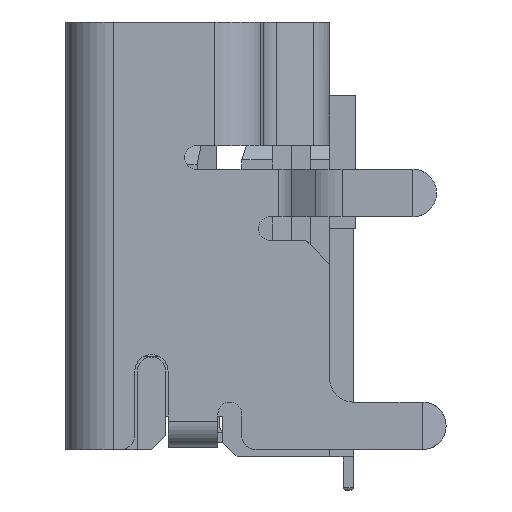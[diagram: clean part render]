
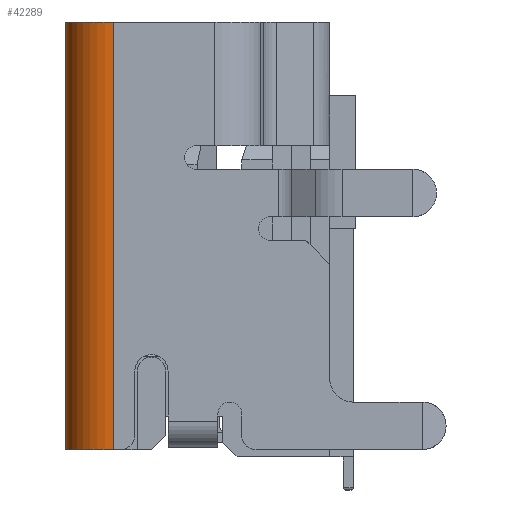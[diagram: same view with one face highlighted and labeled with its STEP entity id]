
A CAD part, left-side view. The second image highlights one B-rep face of the part: STEP entity #42289.
In plain terms, the highlighted cylindrical face has radius 1 mm (diameter 2 mm), a partial arc.
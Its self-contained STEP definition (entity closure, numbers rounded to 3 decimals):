
#2359 = VECTOR ( 'NONE', #7203, 1000. ) ;
#7203 = DIRECTION ( 'NONE',  ( 0., 0., 1. ) ) ;
#9023 = CARTESIAN_POINT ( 'NONE',  ( -6.5, 2.775, 8.3 ) ) ;
#10470 = VECTOR ( 'NONE', #44435, 1000. ) ;
#11108 = EDGE_LOOP ( 'NONE', ( #29325, #47150, #36190, #17913 ) ) ;
#12392 = LINE ( 'NONE', #22217, #2359 ) ;
#12621 = CARTESIAN_POINT ( 'NONE',  ( -6.5, 1.775, 8.3 ) ) ;
#14050 = AXIS2_PLACEMENT_3D ( 'NONE', #15219, #41699, #19019 ) ;
#14083 = VERTEX_POINT ( 'NONE', #45939 ) ;
#15219 = CARTESIAN_POINT ( 'NONE',  ( -6.5, 1.775, -0.7 ) ) ;
#16112 = EDGE_CURVE ( 'NONE', #33125, #37990, #12392, .T. ) ;
#16446 = DIRECTION ( 'NONE',  ( -1., 0., 0. ) ) ;
#17220 = VERTEX_POINT ( 'NONE', #38982 ) ;
#17913 = ORIENTED_EDGE ( 'NONE', *, *, #35243, .T. ) ;
#18156 = EDGE_CURVE ( 'NONE', #17220, #33125, #32288, .T. ) ;
#19019 = DIRECTION ( 'NONE',  ( -1., 0., 0. ) ) ;
#21758 = CARTESIAN_POINT ( 'NONE',  ( -7.5, 1.775, 8.3 ) ) ;
#21788 = CARTESIAN_POINT ( 'NONE',  ( -6.5, 2.775, -0.7 ) ) ;
#22217 = CARTESIAN_POINT ( 'NONE',  ( -6.5, 2.775, -0.7 ) ) ;
#26467 = CARTESIAN_POINT ( 'NONE',  ( -6.5, 1.775, -0.88 ) ) ;
#29325 = ORIENTED_EDGE ( 'NONE', *, *, #16112, .F. ) ;
#30270 = DIRECTION ( 'NONE',  ( 0., 0., 1. ) ) ;
#32288 = CIRCLE ( 'NONE', #14050, 1. ) ;
#32787 = AXIS2_PLACEMENT_3D ( 'NONE', #26467, #30270, #37866 ) ;
#33125 = VERTEX_POINT ( 'NONE', #21788 ) ;
#34280 = CYLINDRICAL_SURFACE ( 'NONE', #32787, 1. ) ;
#35243 = EDGE_CURVE ( 'NONE', #14083, #37990, #37586, .T. ) ;
#35447 = FACE_OUTER_BOUND ( 'NONE', #11108, .T. ) ;
#36190 = ORIENTED_EDGE ( 'NONE', *, *, #43265, .F. ) ;
#37586 = CIRCLE ( 'NONE', #42351, 1. ) ;
#37866 = DIRECTION ( 'NONE',  ( 1., 0., 0. ) ) ;
#37990 = VERTEX_POINT ( 'NONE', #9023 ) ;
#38982 = CARTESIAN_POINT ( 'NONE',  ( -7.5, 1.775, -0.7 ) ) ;
#39117 = DIRECTION ( 'NONE',  ( 0., 0., -1. ) ) ;
#40696 = LINE ( 'NONE', #21758, #10470 ) ;
#41699 = DIRECTION ( 'NONE',  ( 0., 0., -1. ) ) ;
#42289 = ADVANCED_FACE ( 'NONE', ( #35447 ), #34280, .T. ) ;
#42351 = AXIS2_PLACEMENT_3D ( 'NONE', #12621, #39117, #16446 ) ;
#43265 = EDGE_CURVE ( 'NONE', #14083, #17220, #40696, .T. ) ;
#44435 = DIRECTION ( 'NONE',  ( 0., 0., -1. ) ) ;
#45939 = CARTESIAN_POINT ( 'NONE',  ( -7.5, 1.775, 8.3 ) ) ;
#47150 = ORIENTED_EDGE ( 'NONE', *, *, #18156, .F. ) ;
